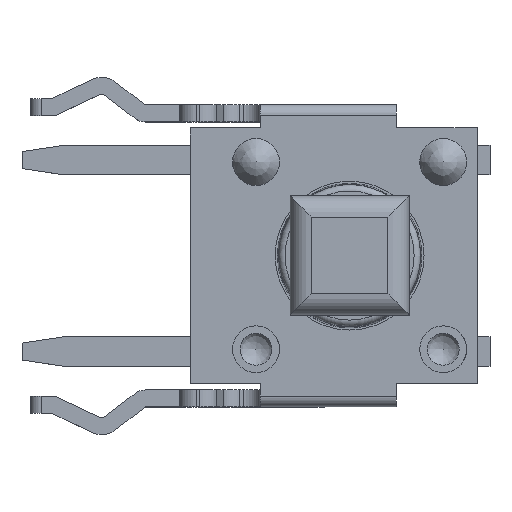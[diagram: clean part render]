
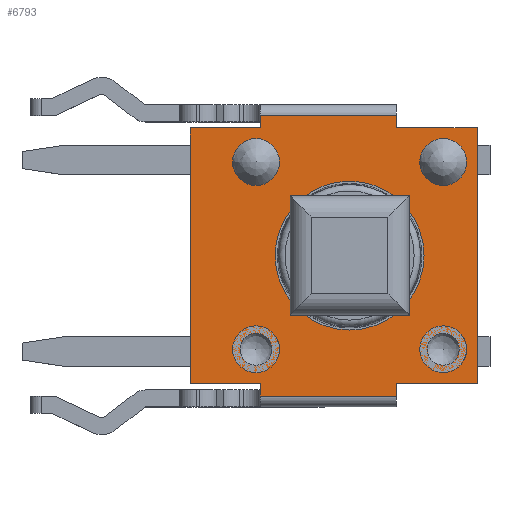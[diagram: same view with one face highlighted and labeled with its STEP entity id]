
A CAD part, top view. The second image highlights one B-rep face of the part: STEP entity #6793.
In plain terms, the highlighted planar face has unit normal (0, 0, 1).
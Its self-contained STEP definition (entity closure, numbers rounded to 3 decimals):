
#5294=CARTESIAN_POINT('',(-2.1,-3.3,0.4));
#5295=VERTEX_POINT('',#5294);
#5303=CARTESIAN_POINT('',(-2.1,-3.,0.4));
#5304=VERTEX_POINT('',#5303);
#5305=CARTESIAN_POINT('',(-2.1,-3.3,0.4));
#5306=DIRECTION('',(0.0,1.0,0.0));
#5307=VECTOR('',#5306,0.3);
#5308=LINE('',#5305,#5307);
#5309=EDGE_CURVE('',#5295,#5304,#5308,.T.);
#5599=CARTESIAN_POINT('',(1.1,-3.3,0.4));
#5600=VERTEX_POINT('',#5599);
#5608=CARTESIAN_POINT('',(1.1,-3.3,0.4));
#5609=DIRECTION('',(-1.0,0.0,0.0));
#5610=VECTOR('',#5609,3.2);
#5611=LINE('',#5608,#5610);
#5612=EDGE_CURVE('',#5600,#5295,#5611,.T.);
#5666=CARTESIAN_POINT('',(1.1,-3.,0.4));
#5667=VERTEX_POINT('',#5666);
#5674=CARTESIAN_POINT('',(1.1,-3.,0.4));
#5675=DIRECTION('',(0.0,-1.0,0.0));
#5676=VECTOR('',#5675,0.3);
#5677=LINE('',#5674,#5676);
#5678=EDGE_CURVE('',#5667,#5600,#5677,.T.);
#5688=CARTESIAN_POINT('',(-2.1,3.3,0.4));
#5689=VERTEX_POINT('',#5688);
#5697=CARTESIAN_POINT('',(1.1,3.3,0.4));
#5698=VERTEX_POINT('',#5697);
#5699=CARTESIAN_POINT('',(-2.1,3.3,0.4));
#5700=DIRECTION('',(1.0,0.0,0.0));
#5701=VECTOR('',#5700,3.2);
#5702=LINE('',#5699,#5701);
#5703=EDGE_CURVE('',#5689,#5698,#5702,.T.);
#5722=CARTESIAN_POINT('',(1.1,3.,0.4));
#5723=VERTEX_POINT('',#5722);
#5724=CARTESIAN_POINT('',(1.1,3.3,0.4));
#5725=DIRECTION('',(0.0,-1.0,0.0));
#5726=VECTOR('',#5725,0.3);
#5727=LINE('',#5724,#5726);
#5728=EDGE_CURVE('',#5698,#5723,#5727,.T.);
#6674=CARTESIAN_POINT('',(-0.385,0.,0.4));
#6675=DIRECTION('',(0.0,0.0,1.0));
#6676=DIRECTION('',(1.0,0.0,0.0));
#6677=AXIS2_PLACEMENT_3D('',#6674,#6675,#6676);
#6678=PLANE('',#6677);
#6679=ORIENTED_EDGE('',*,*,#5612,.F.);
#6680=ORIENTED_EDGE('',*,*,#5678,.F.);
#6681=CARTESIAN_POINT('',(3.,-3.,0.4));
#6682=VERTEX_POINT('',#6681);
#6683=CARTESIAN_POINT('',(3.,-3.,0.4));
#6684=DIRECTION('',(-1.0,0.0,0.0));
#6685=VECTOR('',#6684,1.9);
#6686=LINE('',#6683,#6685);
#6687=EDGE_CURVE('',#6682,#5667,#6686,.T.);
#6688=ORIENTED_EDGE('',*,*,#6687,.F.);
#6689=CARTESIAN_POINT('',(3.,3.,0.4));
#6690=VERTEX_POINT('',#6689);
#6691=CARTESIAN_POINT('',(3.,3.,0.4));
#6692=DIRECTION('',(0.0,-1.0,0.0));
#6693=VECTOR('',#6692,6.);
#6694=LINE('',#6691,#6693);
#6695=EDGE_CURVE('',#6690,#6682,#6694,.T.);
#6696=ORIENTED_EDGE('',*,*,#6695,.F.);
#6697=CARTESIAN_POINT('',(1.1,3.,0.4));
#6698=DIRECTION('',(1.0,0.0,0.0));
#6699=VECTOR('',#6698,1.9);
#6700=LINE('',#6697,#6699);
#6701=EDGE_CURVE('',#5723,#6690,#6700,.T.);
#6702=ORIENTED_EDGE('',*,*,#6701,.F.);
#6703=ORIENTED_EDGE('',*,*,#5728,.F.);
#6704=ORIENTED_EDGE('',*,*,#5703,.F.);
#6705=CARTESIAN_POINT('',(-2.1,3.,0.4));
#6706=VERTEX_POINT('',#6705);
#6707=CARTESIAN_POINT('',(-2.1,3.3,0.4));
#6708=DIRECTION('',(0.0,-1.0,0.0));
#6709=VECTOR('',#6708,0.3);
#6710=LINE('',#6707,#6709);
#6711=EDGE_CURVE('',#5689,#6706,#6710,.T.);
#6712=ORIENTED_EDGE('',*,*,#6711,.T.);
#6713=CARTESIAN_POINT('',(-3.75,3.,0.4));
#6714=VERTEX_POINT('',#6713);
#6715=CARTESIAN_POINT('',(-3.75,3.,0.4));
#6716=DIRECTION('',(1.0,0.0,0.0));
#6717=VECTOR('',#6716,1.65);
#6718=LINE('',#6715,#6717);
#6719=EDGE_CURVE('',#6714,#6706,#6718,.T.);
#6720=ORIENTED_EDGE('',*,*,#6719,.F.);
#6721=CARTESIAN_POINT('',(-3.75,-3.,0.4));
#6722=VERTEX_POINT('',#6721);
#6723=CARTESIAN_POINT('',(-3.75,-3.,0.4));
#6724=DIRECTION('',(0.0,1.0,0.0));
#6725=VECTOR('',#6724,6.);
#6726=LINE('',#6723,#6725);
#6727=EDGE_CURVE('',#6722,#6714,#6726,.T.);
#6728=ORIENTED_EDGE('',*,*,#6727,.F.);
#6729=CARTESIAN_POINT('',(-2.1,-3.,0.4));
#6730=DIRECTION('',(-1.0,0.0,0.0));
#6731=VECTOR('',#6730,1.65);
#6732=LINE('',#6729,#6731);
#6733=EDGE_CURVE('',#5304,#6722,#6732,.T.);
#6734=ORIENTED_EDGE('',*,*,#6733,.F.);
#6735=ORIENTED_EDGE('',*,*,#5309,.F.);
#6736=EDGE_LOOP('',(#6679,#6680,#6688,#6696,#6702,#6703,#6704,#6712,#6720,#6728,#6734,#6735));
#6737=FACE_OUTER_BOUND('',#6736,.T.);
#6738=CARTESIAN_POINT('',(1.75,0.,0.4));
#6739=VERTEX_POINT('',#6738);
#6740=CARTESIAN_POINT('',(0.0,0.0,0.4));
#6741=DIRECTION('',(0.0,0.0,-1.0));
#6742=DIRECTION('',(-1.0,0.0,0.0));
#6743=AXIS2_PLACEMENT_3D('',#6740,#6741,#6742);
#6744=CIRCLE('',#6743,1.75);
#6745=EDGE_CURVE('',#6739,#6739,#6744,.T.);
#6746=ORIENTED_EDGE('',*,*,#6745,.T.);
#6747=EDGE_LOOP('',(#6746));
#6748=FACE_BOUND('',#6747,.T.);
#6749=CARTESIAN_POINT('',(-1.825,2.2,0.4));
#6750=VERTEX_POINT('',#6749);
#6751=CARTESIAN_POINT('',(-2.2,2.2,0.4));
#6752=DIRECTION('',(0.0,0.0,-1.0));
#6753=DIRECTION('',(-1.0,0.0,0.0));
#6754=AXIS2_PLACEMENT_3D('',#6751,#6752,#6753);
#6755=CIRCLE('',#6754,0.375);
#6756=EDGE_CURVE('',#6750,#6750,#6755,.T.);
#6757=ORIENTED_EDGE('',*,*,#6756,.T.);
#6758=EDGE_LOOP('',(#6757));
#6759=FACE_BOUND('',#6758,.T.);
#6760=CARTESIAN_POINT('',(-1.825,-2.2,0.4));
#6761=VERTEX_POINT('',#6760);
#6762=CARTESIAN_POINT('',(-2.2,-2.2,0.4));
#6763=DIRECTION('',(0.0,0.0,-1.0));
#6764=DIRECTION('',(-1.0,0.0,0.0));
#6765=AXIS2_PLACEMENT_3D('',#6762,#6763,#6764);
#6766=CIRCLE('',#6765,0.375);
#6767=EDGE_CURVE('',#6761,#6761,#6766,.T.);
#6768=ORIENTED_EDGE('',*,*,#6767,.T.);
#6769=EDGE_LOOP('',(#6768));
#6770=FACE_BOUND('',#6769,.T.);
#6771=CARTESIAN_POINT('',(2.575,2.2,0.4));
#6772=VERTEX_POINT('',#6771);
#6773=CARTESIAN_POINT('',(2.2,2.2,0.4));
#6774=DIRECTION('',(0.0,0.0,-1.0));
#6775=DIRECTION('',(-1.0,0.0,0.0));
#6776=AXIS2_PLACEMENT_3D('',#6773,#6774,#6775);
#6777=CIRCLE('',#6776,0.375);
#6778=EDGE_CURVE('',#6772,#6772,#6777,.T.);
#6779=ORIENTED_EDGE('',*,*,#6778,.T.);
#6780=EDGE_LOOP('',(#6779));
#6781=FACE_BOUND('',#6780,.T.);
#6782=CARTESIAN_POINT('',(2.575,-2.2,0.4));
#6783=VERTEX_POINT('',#6782);
#6784=CARTESIAN_POINT('',(2.2,-2.2,0.4));
#6785=DIRECTION('',(0.0,0.0,-1.0));
#6786=DIRECTION('',(-1.0,0.0,0.0));
#6787=AXIS2_PLACEMENT_3D('',#6784,#6785,#6786);
#6788=CIRCLE('',#6787,0.375);
#6789=EDGE_CURVE('',#6783,#6783,#6788,.T.);
#6790=ORIENTED_EDGE('',*,*,#6789,.T.);
#6791=EDGE_LOOP('',(#6790));
#6792=FACE_BOUND('',#6791,.T.);
#6793=ADVANCED_FACE('',(#6737,#6748,#6759,#6770,#6781,#6792),#6678,.T.);
